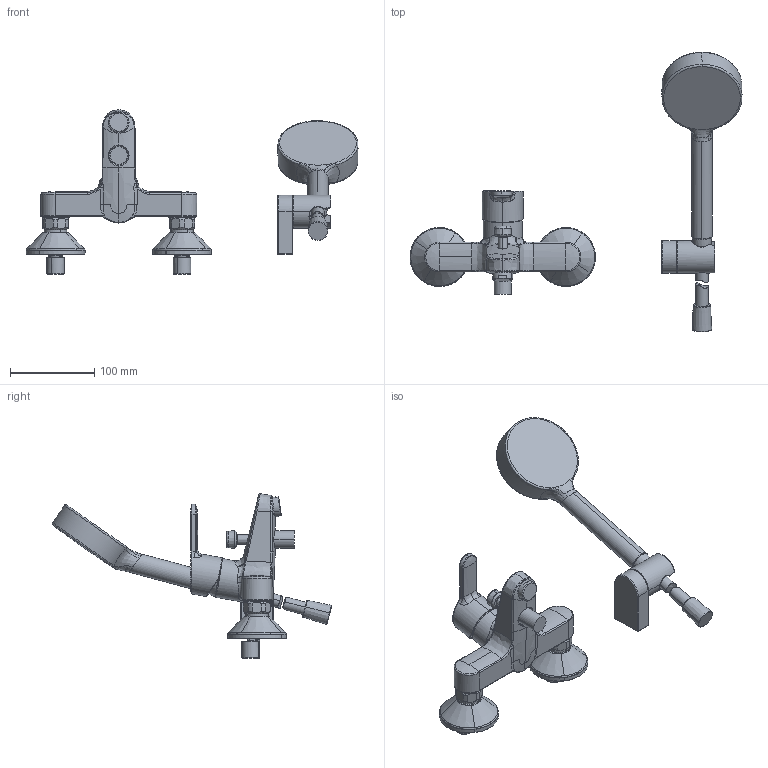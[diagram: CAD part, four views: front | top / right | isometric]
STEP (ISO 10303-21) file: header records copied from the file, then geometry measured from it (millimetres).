
FILE_DESCRIPTION (( 'STEP AP203' ), '1' );
FILE_NAME ('4944210300003(2021).STEP', '2021-05-19T12:37:24', ( '' ), ( '' ), 'SwSTEP 2.0', 'SolidWorks 2016', '' );
FILE_SCHEMA (( 'CONFIG_CONTROL_DESIGN' ));
Length unit declared in the file: millimetre
Products named in the file (1): 4944210300003(2021)
Bounding box: 393.75 x 331.43 x 195 mm (x, y, z)
Volume: 915017.4 mm3; surface area: 163614.1 mm2
Topology: 16 solids, 18 shells, 613 faces, 1461 edges, 878 vertices
Faces by surface type: bspline 273, cylinder 147, plane 113, torus 37, cone 35, sphere 8
Entity records: 43221 total; most frequent: CARTESIAN_POINT 31363, ORIENTED_EDGE 2882, DIRECTION 1724, EDGE_CURVE 1441, VERTEX_POINT 878, B_SPLINE_CURVE_WITH_KNOTS 735, AXIS2_PLACEMENT_3D 726, EDGE_LOOP 633
